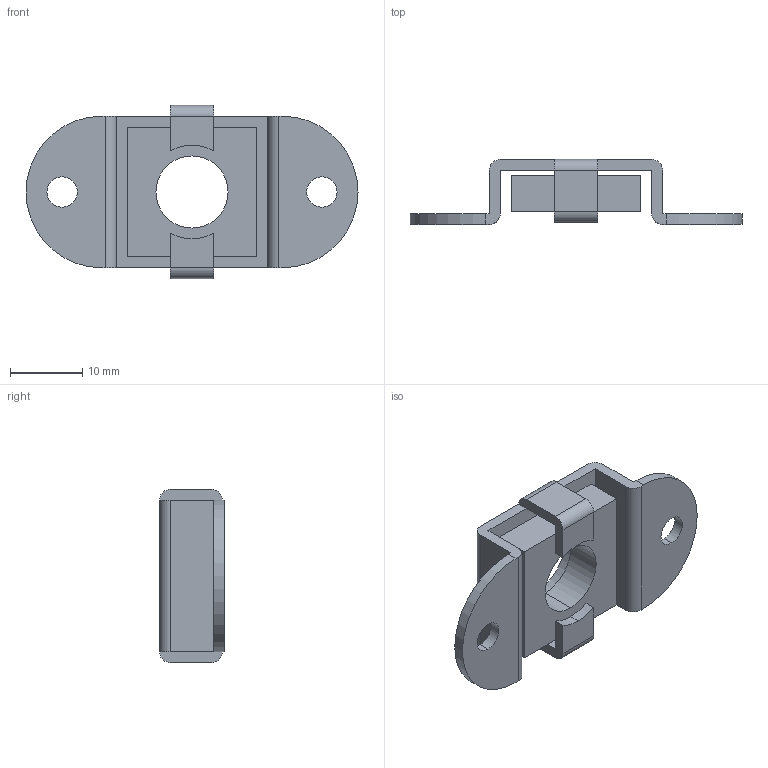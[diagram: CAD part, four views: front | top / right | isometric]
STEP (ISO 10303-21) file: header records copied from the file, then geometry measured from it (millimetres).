
FILE_DESCRIPTION (( 'STEP AP203' ), '1' );
FILE_NAME ('C-1176-M10.STEP', '2011-11-29T07:54:59', ( '' ), ( '' ), 'SwSTEP 2.0', 'SolidWorks 2011', '' );
FILE_SCHEMA (( 'CONFIG_CONTROL_DESIGN' ));
Length unit declared in the file: millimetre
Products named in the file (3): C-1176-M四角ナット__C-1176-M10; C-1176-M10; C-1176-M儀乕僗__C-1176-M10
Assembly tree (2 placements, depth 2):
  C-1176-M10
    C-1176-M儀乕僗__C-1176-M10
    C-1176-M四角ナット__C-1176-M10
Bounding box: 46 x 9 x 24 mm (x, y, z)
Volume: 2959.3 mm3; surface area: 3708.9 mm2
Topology: 2 solids, 2 shells, 53 faces, 139 edges, 90 vertices
Faces by surface type: plane 32, cylinder 21
Entity records: 1952 total; most frequent: DIRECTION 297, CARTESIAN_POINT 287, ORIENTED_EDGE 278, EDGE_CURVE 139, AXIS2_PLACEMENT_3D 100, VECTOR 97, LINE 97, VERTEX_POINT 90
